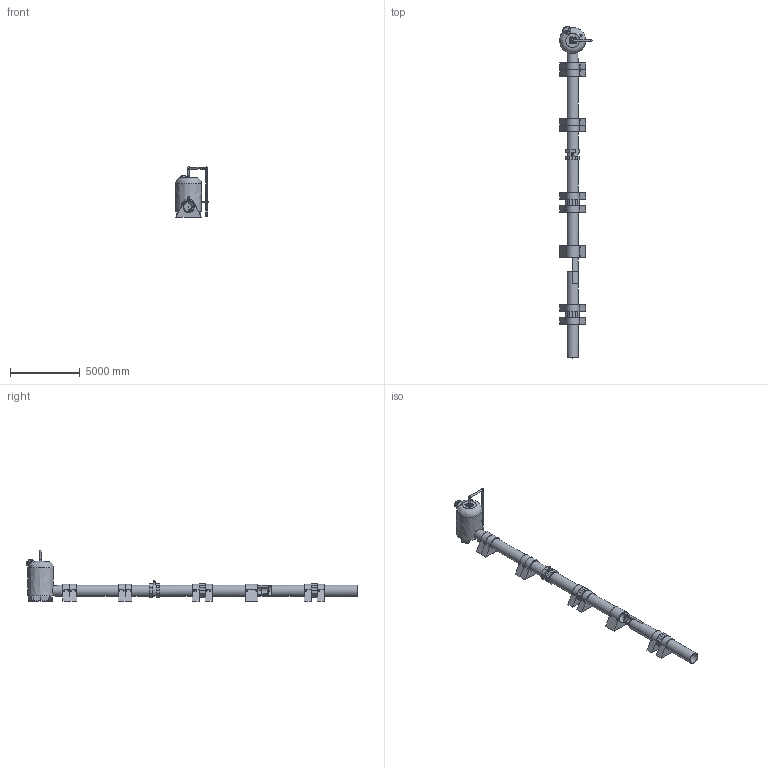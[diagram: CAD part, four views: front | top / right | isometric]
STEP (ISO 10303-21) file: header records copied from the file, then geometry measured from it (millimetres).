
FILE_DESCRIPTION(('FreeCAD Model'),'2;1');
FILE_NAME('Open CASCADE Shape Model','2025-04-27T06:11:01',('FreeCAD'),( 'FreeCAD'),'Open CASCADE STEP processor 7.6','FreeCAD','Unknown');
FILE_SCHEMA(('AUTOMOTIVE_DESIGN { 1 0 10303 214 1 1 1 1 }'));
Products named in the file (1): Open CASCADE STEP translator 7.6 1
Bounding box: 2346.47 x 23883.22 x 3619.03 mm (x, y, z)
Volume: 14190603316.5 mm3; surface area: 185799759 mm2
Topology: 65 solids, 66 shells, 1916 faces, 4239 edges, 2521 vertices
Faces by surface type: bspline 1916
Entity records: 55181 total; most frequent: CARTESIAN_POINT 30709, ORIENTED_EDGE 8402, EDGE_CURVE 4201, VERTEX_POINT 2520, B_SPLINE_CURVE_WITH_KNOTS 2376, FACE_BOUND 2076, EDGE_LOOP 2075, ADVANCED_FACE 1916
